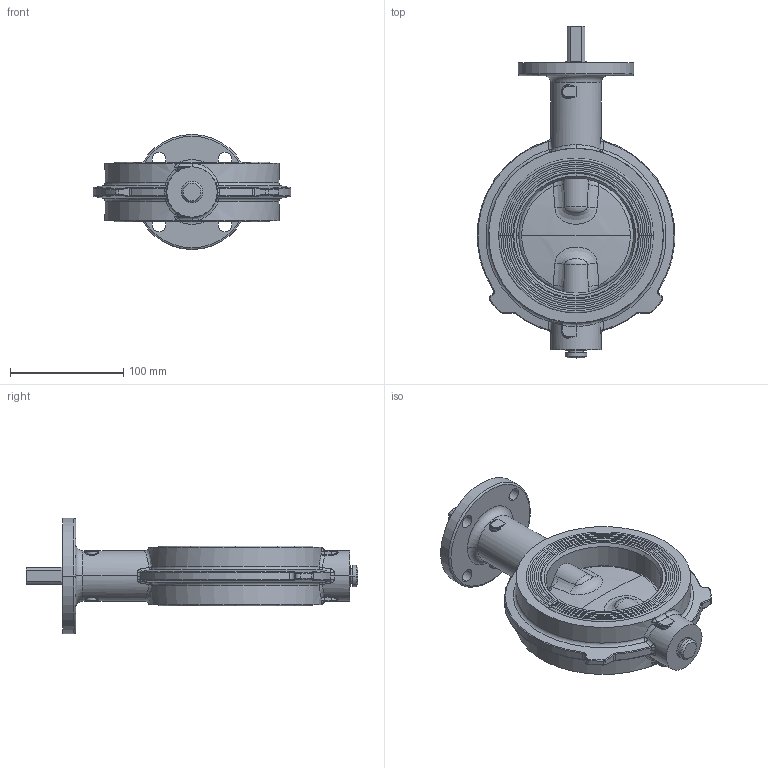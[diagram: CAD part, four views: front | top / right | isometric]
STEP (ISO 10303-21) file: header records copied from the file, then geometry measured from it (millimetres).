
FILE_DESCRIPTION((''),'2;1');
FILE_NAME('779073','2018-07-09T',('jhabegger'),(''),'CREO PARAMETRIC BY PTC INC, 2015290','CREO PARAMETRIC BY PTC INC, 2015290','');
FILE_SCHEMA(('CONFIG_CONTROL_DESIGN'));
Length unit declared in the file: inch
Products named in the file (1): 779073
Bounding box: 174.23 x 292.89 x 101.6 mm (x, y, z)
Volume: 916235.5 mm3; surface area: 120263.4 mm2
Topology: 1 solids, 2 shells, 294 faces, 672 edges, 385 vertices
Faces by surface type: bspline 108, cylinder 66, torus 64, plane 30, cone 14, sphere 12
Entity records: 16905 total; most frequent: CARTESIAN_POINT 7564, ORIENTED_EDGE 1328, DIRECTION 1160, PRESENTATION_STYLE_ASSIGNMENT 777, STYLED_ITEM 668, CURVE_STYLE 666, EDGE_CURVE 666, AXIS2_PLACEMENT_3D 531
